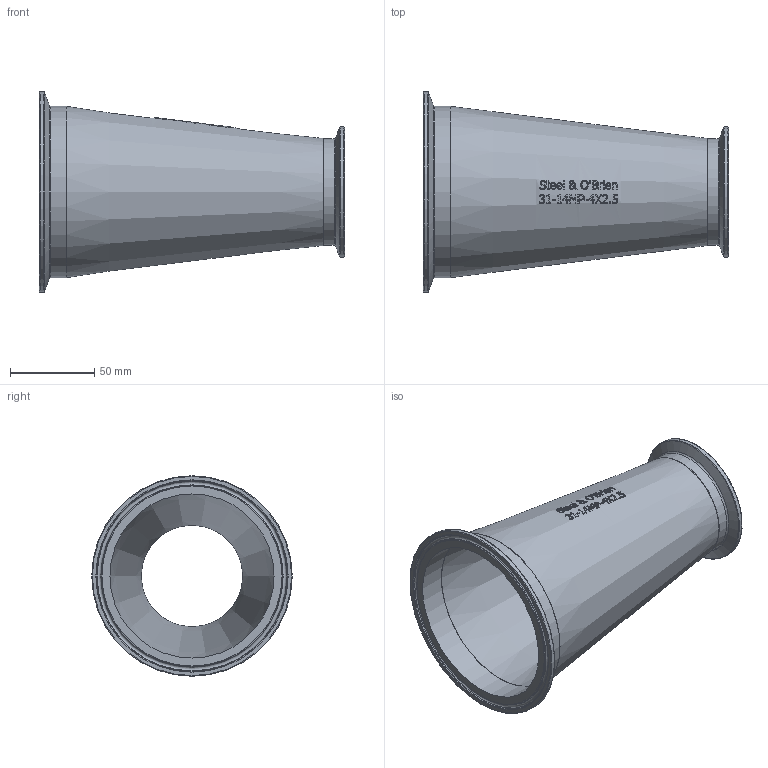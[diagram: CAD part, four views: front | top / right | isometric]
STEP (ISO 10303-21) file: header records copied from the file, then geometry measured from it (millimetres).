
FILE_DESCRIPTION(/* description */ (''),/* implementation_level */ '2;1');
FILE_NAME(/* name */ '31-14MP-4X2.5.stp',/* time_stamp */ '2021-06-28T13:59:44-04:00',/* author */ ('rick'),/* organization */ (''),/* preprocessor_version */ 'ST-DEVELOPER v18',/* originating_system */ 'Autodesk Inventor 2020',/* authorisation */ '');
FILE_SCHEMA (('AUTOMOTIVE_DESIGN { 1 0 10303 214 3 1 1 }'));
Length unit declared in the file: inch
Products named in the file (1): 31-14MP-4X2.5
Bounding box: 180.97 x 118.92 x 118.92 mm (x, y, z)
Volume: 105266.8 mm3; surface area: 102730.2 mm2
Topology: 1 solids, 1 shells, 442 faces, 1226 edges, 830 vertices
Faces by surface type: plane 202, bspline 172, cone 46, torus 16, cylinder 6
Full cylindrical faces by diameter (mm): 60.198 x1, 63.5 x1, 77.394 x1, 97.384 x1, 101.6 x1, 118.923 x1
Entity records: 17948 total; most frequent: CARTESIAN_POINT 7357, ORIENTED_EDGE 2452, DIRECTION 1736, EDGE_CURVE 1226, VERTEX_POINT 830, AXIS2_PLACEMENT_3D 591, LINE 554, VECTOR 554
